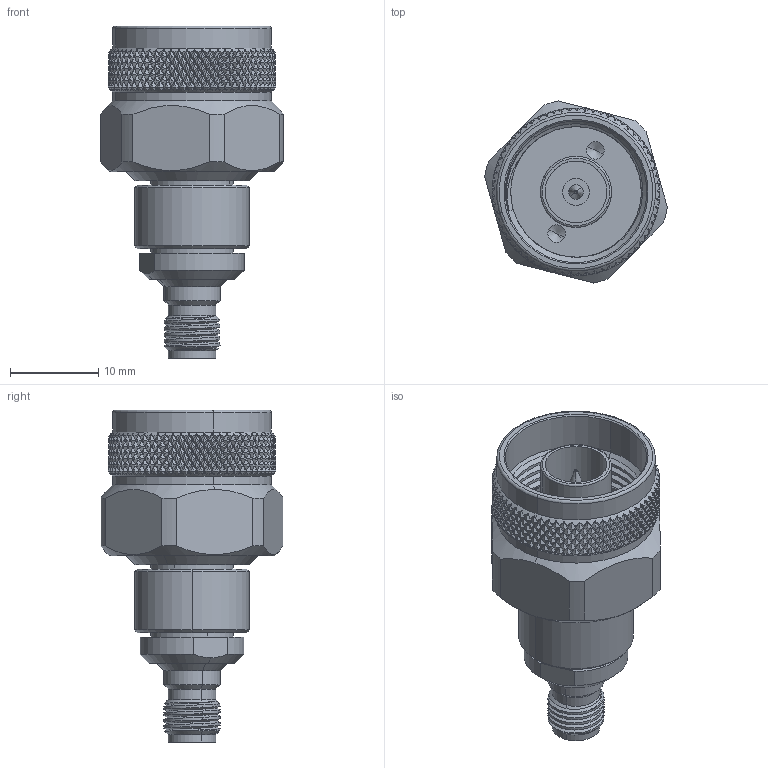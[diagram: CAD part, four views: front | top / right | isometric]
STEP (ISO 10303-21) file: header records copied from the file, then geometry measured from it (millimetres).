
FILE_DESCRIPTION (( 'STEP AP214' ), '1' );
FILE_NAME ('CT-NMKF-LN1.STEP', '2025-01-22T20:59:37', ( '' ), ( '' ), 'SwSTEP 2.0', 'SolidWorks 2021', '' );
FILE_SCHEMA (( 'AUTOMOTIVE_DESIGN' ));
Length unit declared in the file: inch
Products named in the file (1): CT-NMKF-LN1
Bounding box: 20.71 x 20.62 x 37.63 mm (x, y, z)
Volume: 4337.9 mm3; surface area: 4383.3 mm2
Topology: 1 solids, 5 shells, 2749 faces, 5847 edges, 3120 vertices
Faces by surface type: bspline 2084, cylinder 549, cone 56, plane 50, torus 8, sphere 2
Entity records: 115583 total; most frequent: CARTESIAN_POINT 44536, ORIENTED_EDGE 11686, EDGE_CURVE 5843, VERTEX_POINT 3120, EDGE_LOOP 2775, UNCERTAINTY_MEASURE_WITH_UNIT 2751, LENGTH_MEASURE_WITH_UNIT 2751, DIMENSIONAL_EXPONENTS 2751
